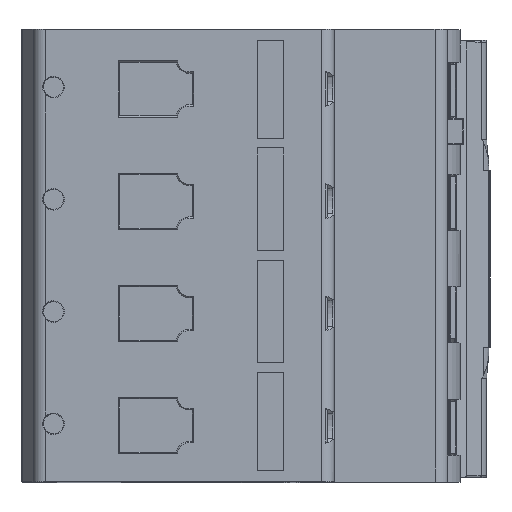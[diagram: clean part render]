
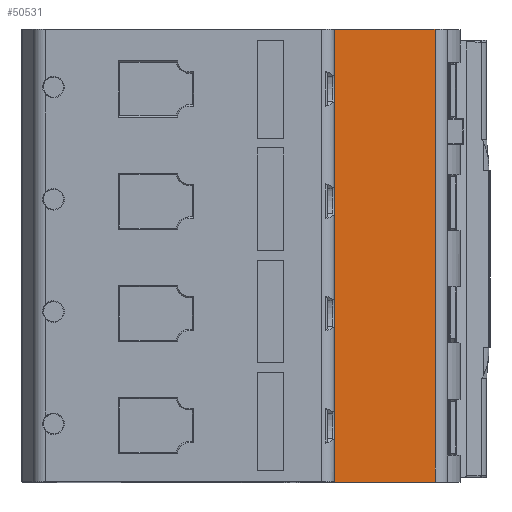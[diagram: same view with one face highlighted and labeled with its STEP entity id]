
A CAD part, top view. The second image highlights one B-rep face of the part: STEP entity #50531.
In plain terms, the highlighted face is planar.
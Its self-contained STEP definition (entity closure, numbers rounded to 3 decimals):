
#1259 = EDGE_CURVE ( 'NONE', #28432, #38239, #10354, .T. ) ;
#6605 = LINE ( 'NONE', #29391, #43351 ) ;
#9141 = DIRECTION ( 'NONE',  ( 0., 0., 1. ) ) ;
#9633 = CARTESIAN_POINT ( 'NONE',  ( -35.9, 60.329, -58.446 ) ) ;
#10354 = LINE ( 'NONE', #26479, #23832 ) ;
#12131 = CARTESIAN_POINT ( 'NONE',  ( -35.9, 60.329, -42.446 ) ) ;
#14444 = DIRECTION ( 'NONE',  ( 1., 0., 0. ) ) ;
#14880 = CARTESIAN_POINT ( 'NONE',  ( -35.9, 60.329, -58.446 ) ) ;
#17314 = DIRECTION ( 'NONE',  ( 0., 1., 0. ) ) ;
#17415 = VECTOR ( 'NONE', #46388, 1000. ) ;
#18179 = ORIENTED_EDGE ( 'NONE', *, *, #20721, .F. ) ;
#20721 = EDGE_CURVE ( 'NONE', #49527, #38239, #6605, .T. ) ;
#23832 = VECTOR ( 'NONE', #14444, 1000. ) ;
#24174 = CARTESIAN_POINT ( 'NONE',  ( 35.9, 60.329, -58.446 ) ) ;
#26479 = CARTESIAN_POINT ( 'NONE',  ( -35.9, 60.329, -42.446 ) ) ;
#26893 = LINE ( 'NONE', #14880, #17415 ) ;
#27872 = CARTESIAN_POINT ( 'NONE',  ( -35.9, 60.329, -58.446 ) ) ;
#28432 = VERTEX_POINT ( 'NONE', #12131 ) ;
#29024 = EDGE_CURVE ( 'NONE', #47440, #28432, #29430, .T. ) ;
#29391 = CARTESIAN_POINT ( 'NONE',  ( 35.9, 60.329, -58.446 ) ) ;
#29430 = LINE ( 'NONE', #41731, #30962 ) ;
#29928 = ORIENTED_EDGE ( 'NONE', *, *, #29024, .T. ) ;
#30183 = DIRECTION ( 'NONE',  ( 0., 0., 1. ) ) ;
#30962 = VECTOR ( 'NONE', #30183, 1000. ) ;
#36272 = FACE_OUTER_BOUND ( 'NONE', #46902, .T. ) ;
#38239 = VERTEX_POINT ( 'NONE', #40452 ) ;
#40452 = CARTESIAN_POINT ( 'NONE',  ( 35.9, 60.329, -42.446 ) ) ;
#40622 = PLANE ( 'NONE',  #44659 ) ;
#41731 = CARTESIAN_POINT ( 'NONE',  ( -35.9, 60.329, -58.446 ) ) ;
#43351 = VECTOR ( 'NONE', #45051, 1000. ) ;
#44195 = ORIENTED_EDGE ( 'NONE', *, *, #1259, .T. ) ;
#44659 = AXIS2_PLACEMENT_3D ( 'NONE', #9633, #17314, #9141 ) ;
#44978 = ORIENTED_EDGE ( 'NONE', *, *, #45524, .F. ) ;
#45051 = DIRECTION ( 'NONE',  ( 0., 0., 1. ) ) ;
#45524 = EDGE_CURVE ( 'NONE', #47440, #49527, #26893, .T. ) ;
#46388 = DIRECTION ( 'NONE',  ( 1., 0., 0. ) ) ;
#46902 = EDGE_LOOP ( 'NONE', ( #44195, #18179, #44978, #29928 ) ) ;
#47440 = VERTEX_POINT ( 'NONE', #27872 ) ;
#49527 = VERTEX_POINT ( 'NONE', #24174 ) ;
#50531 = ADVANCED_FACE ( 'NONE', ( #36272 ), #40622, .T. ) ;
